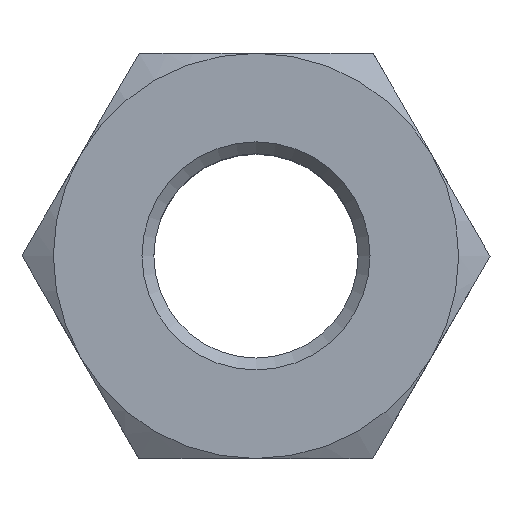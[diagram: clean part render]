
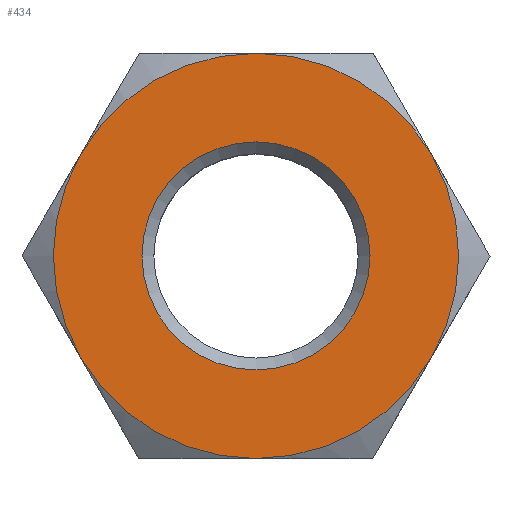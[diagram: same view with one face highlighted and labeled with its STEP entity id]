
A CAD part, top view. The second image highlights one B-rep face of the part: STEP entity #434.
In plain terms, the highlighted planar face has unit normal (0, 0, 1).
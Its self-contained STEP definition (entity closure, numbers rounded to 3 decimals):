
#15=FACE_BOUND('',#106,.T.);
#51=PLANE('',#500);
#76=FACE_OUTER_BOUND('',#105,.T.);
#105=EDGE_LOOP('',(#335,#336,#337,#338,#339,#340));
#106=EDGE_LOOP('',(#341));
#121=CIRCLE('',#477,8.5);
#122=CIRCLE('',#479,8.5);
#123=CIRCLE('',#481,8.5);
#124=CIRCLE('',#483,8.5);
#125=CIRCLE('',#485,8.5);
#126=CIRCLE('',#487,8.5);
#132=CIRCLE('',#499,4.783);
#174=VERTEX_POINT('',#689);
#177=VERTEX_POINT('',#701);
#179=VERTEX_POINT('',#711);
#180=VERTEX_POINT('',#719);
#182=VERTEX_POINT('',#724);
#184=VERTEX_POINT('',#731);
#190=VERTEX_POINT('',#773);
#224=EDGE_CURVE('',#182,#180,#121,.T.);
#228=EDGE_CURVE('',#184,#182,#122,.T.);
#229=EDGE_CURVE('',#180,#174,#123,.T.);
#232=EDGE_CURVE('',#179,#184,#124,.T.);
#233=EDGE_CURVE('',#174,#177,#125,.T.);
#234=EDGE_CURVE('',#177,#179,#126,.T.);
#245=EDGE_CURVE('',#190,#190,#132,.T.);
#335=ORIENTED_EDGE('',*,*,#224,.T.);
#336=ORIENTED_EDGE('',*,*,#229,.T.);
#337=ORIENTED_EDGE('',*,*,#233,.T.);
#338=ORIENTED_EDGE('',*,*,#234,.T.);
#339=ORIENTED_EDGE('',*,*,#232,.T.);
#340=ORIENTED_EDGE('',*,*,#228,.T.);
#341=ORIENTED_EDGE('',*,*,#245,.F.);
#434=ADVANCED_FACE('',(#76,#15),#51,.T.);
#477=AXIS2_PLACEMENT_3D('',#725,#549,#550);
#479=AXIS2_PLACEMENT_3D('',#738,#553,#554);
#481=AXIS2_PLACEMENT_3D('',#740,#557,#558);
#483=AXIS2_PLACEMENT_3D('',#748,#561,#562);
#485=AXIS2_PLACEMENT_3D('',#750,#565,#566);
#487=AXIS2_PLACEMENT_3D('',#752,#569,#570);
#499=AXIS2_PLACEMENT_3D('',#775,#598,#599);
#500=AXIS2_PLACEMENT_3D('',#776,#600,#601);
#549=DIRECTION('center_axis',(0.,0.,1.));
#550=DIRECTION('ref_axis',(1.,-0.001,0.));
#553=DIRECTION('center_axis',(0.,0.,1.));
#554=DIRECTION('ref_axis',(1.,-0.001,0.));
#557=DIRECTION('center_axis',(0.,0.,1.));
#558=DIRECTION('ref_axis',(1.,-0.001,0.));
#561=DIRECTION('center_axis',(0.,0.,1.));
#562=DIRECTION('ref_axis',(1.,-0.001,0.));
#565=DIRECTION('center_axis',(0.,0.,1.));
#566=DIRECTION('ref_axis',(1.,-0.001,0.));
#569=DIRECTION('center_axis',(0.,0.,1.));
#570=DIRECTION('ref_axis',(1.,-0.001,0.));
#598=DIRECTION('center_axis',(0.,0.,1.));
#599=DIRECTION('ref_axis',(-1.,0.,0.));
#600=DIRECTION('center_axis',(0.,0.,1.));
#601=DIRECTION('ref_axis',(1.,0.,0.));
#689=CARTESIAN_POINT('',(7.356,-4.259,5.));
#701=CARTESIAN_POINT('',(7.366,4.241,5.));
#711=CARTESIAN_POINT('',(0.01,8.5,5.));
#719=CARTESIAN_POINT('',(-0.01,-8.5,5.));
#724=CARTESIAN_POINT('',(-7.366,-4.241,5.));
#725=CARTESIAN_POINT('Origin',(0.,0.,5.));
#731=CARTESIAN_POINT('',(-7.356,4.259,5.));
#738=CARTESIAN_POINT('Origin',(0.,0.,5.));
#740=CARTESIAN_POINT('Origin',(0.,0.,5.));
#748=CARTESIAN_POINT('Origin',(0.,0.,5.));
#750=CARTESIAN_POINT('Origin',(0.,0.,5.));
#752=CARTESIAN_POINT('Origin',(0.,0.,5.));
#773=CARTESIAN_POINT('',(4.783,0.,5.));
#775=CARTESIAN_POINT('Origin',(0.,0.,5.));
#776=CARTESIAN_POINT('Origin',(0.,0.,5.));
